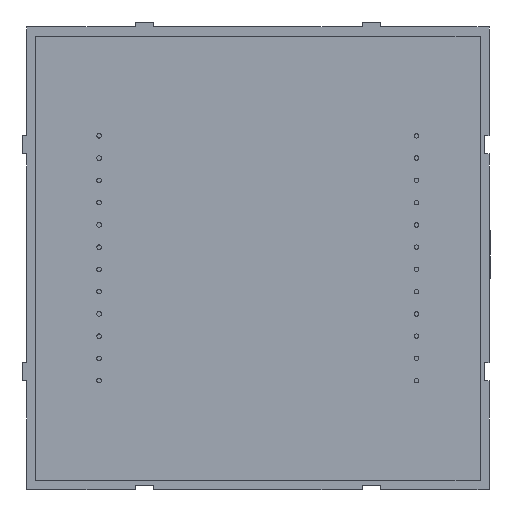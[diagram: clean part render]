
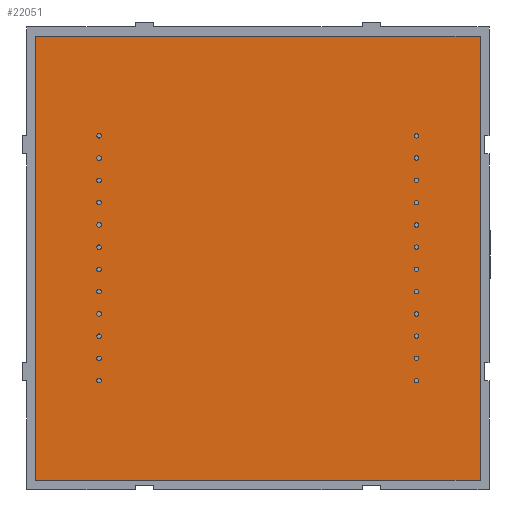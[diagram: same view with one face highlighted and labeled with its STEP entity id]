
A CAD part, left-side view. The second image highlights one B-rep face of the part: STEP entity #22051.
In plain terms, the highlighted face is planar.
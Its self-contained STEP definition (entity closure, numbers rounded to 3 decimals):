
#3758=FACE_OUTER_BOUND('',#5527,.T.);
#5527=EDGE_LOOP('',(#19223,#19224,#19225,#19226));
#7078=LINE('',#38110,#8635);
#7080=LINE('',#38116,#8637);
#7083=LINE('',#38124,#8640);
#7084=LINE('',#38126,#8641);
#8635=VECTOR('',#30314,49.);
#8637=VECTOR('',#30320,49.);
#8640=VECTOR('',#30329,49.);
#8641=VECTOR('',#30332,49.);
#10530=VERTEX_POINT('',#38103);
#10533=VERTEX_POINT('',#38108);
#10535=VERTEX_POINT('',#38114);
#10537=VERTEX_POINT('',#38122);
#13372=EDGE_CURVE('',#10533,#10530,#7078,.T.);
#13375=EDGE_CURVE('',#10535,#10533,#7080,.T.);
#13379=EDGE_CURVE('',#10537,#10535,#7083,.T.);
#13380=EDGE_CURVE('',#10530,#10537,#7084,.T.);
#19223=ORIENTED_EDGE('',*,*,#13379,.F.);
#19224=ORIENTED_EDGE('',*,*,#13380,.F.);
#19225=ORIENTED_EDGE('',*,*,#13372,.F.);
#19226=ORIENTED_EDGE('',*,*,#13375,.F.);
#19895=PLANE('',#24298);
#22051=ADVANCED_FACE('',(#3758),#19895,.T.);
#24298=AXIS2_PLACEMENT_3D('',#38127,#30333,#30334);
#30314=DIRECTION('',(-1.,0.,0.));
#30320=DIRECTION('',(0.,-1.,0.));
#30329=DIRECTION('',(1.,0.,0.));
#30332=DIRECTION('',(0.,1.,0.));
#30333=DIRECTION('center_axis',(0.,0.,1.));
#30334=DIRECTION('ref_axis',(1.,0.,0.));
#38103=CARTESIAN_POINT('',(-24.5,-24.5,1.));
#38108=CARTESIAN_POINT('',(24.5,-24.5,1.));
#38110=CARTESIAN_POINT('',(-12.25,-24.5,1.));
#38114=CARTESIAN_POINT('',(24.5,24.5,1.));
#38116=CARTESIAN_POINT('',(24.5,-12.25,1.));
#38122=CARTESIAN_POINT('',(-24.5,24.5,1.));
#38124=CARTESIAN_POINT('',(12.25,24.5,1.));
#38126=CARTESIAN_POINT('',(-24.5,12.25,1.));
#38127=CARTESIAN_POINT('Origin',(0.,0.,1.));
